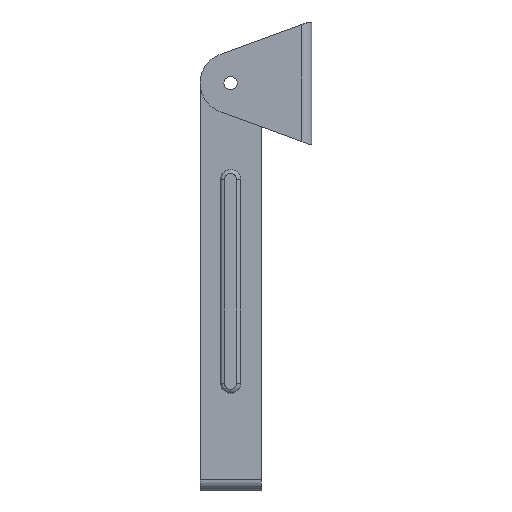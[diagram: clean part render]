
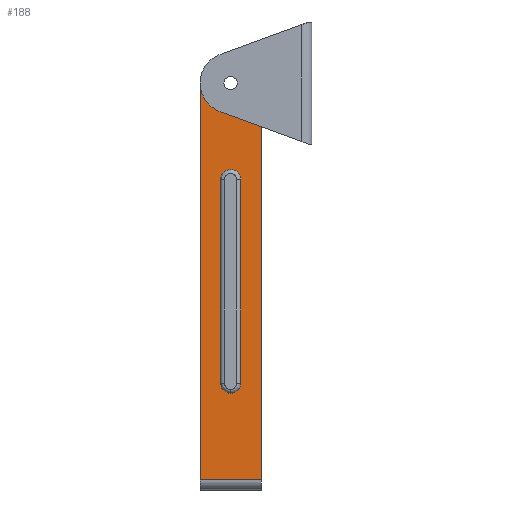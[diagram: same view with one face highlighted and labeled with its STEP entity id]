
A CAD part, left-side view. The second image highlights one B-rep face of the part: STEP entity #188.
In plain terms, the highlighted planar face has unit normal (-1, 0, 0).
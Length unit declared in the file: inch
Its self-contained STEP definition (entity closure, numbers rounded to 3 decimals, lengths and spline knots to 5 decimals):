
#35 = CARTESIAN_POINT ( 'NONE',  ( -2.25, 1.25, 0. ) ) ;
#49 = VERTEX_POINT ( 'NONE', #1909 ) ;
#99 = CARTESIAN_POINT ( 'NONE',  ( -2.25, 2., 0. ) ) ;
#109 = CARTESIAN_POINT ( 'NONE',  ( -2.25, 2., -2.375 ) ) ;
#122 = ORIENTED_EDGE ( 'NONE', *, *, #704, .T. ) ;
#127 = ORIENTED_EDGE ( 'NONE', *, *, #202, .F. ) ;
#146 = EDGE_CURVE ( 'NONE', #274, #1165, #1534, .T. ) ;
#174 = CARTESIAN_POINT ( 'NONE',  ( -2.25, 2.25, -9.75 ) ) ;
#188 = ADVANCED_FACE ( 'NONE', ( #1029, #1937, #702 ), #1415, .F. ) ;
#202 = EDGE_CURVE ( 'NONE', #49, #1103, #1190, .T. ) ;
#204 = CIRCLE ( 'NONE', #1851, 0.1615 ) ;
#237 = ORIENTED_EDGE ( 'NONE', *, *, #772, .F. ) ;
#247 = VECTOR ( 'NONE', #2106, 39.37008 ) ;
#260 = CARTESIAN_POINT ( 'NONE',  ( -2.25, 2., 0. ) ) ;
#272 = VERTEX_POINT ( 'NONE', #1956 ) ;
#274 = VERTEX_POINT ( 'NONE', #1381 ) ;
#301 = VERTEX_POINT ( 'NONE', #1560 ) ;
#346 = VERTEX_POINT ( 'NONE', #896 ) ;
#433 = DIRECTION ( 'NONE',  ( 0., 0., 1. ) ) ;
#438 = EDGE_CURVE ( 'NONE', #1165, #301, #1412, .T. ) ;
#442 = DIRECTION ( 'NONE',  ( 0., 0., -1. ) ) ;
#463 = DIRECTION ( 'NONE',  ( 1., 0., 0. ) ) ;
#470 = AXIS2_PLACEMENT_3D ( 'NONE', #1160, #1717, #1149 ) ;
#495 = CARTESIAN_POINT ( 'NONE',  ( -2.25, 2.75, -9.75 ) ) ;
#497 = ORIENTED_EDGE ( 'NONE', *, *, #146, .F. ) ;
#576 = CARTESIAN_POINT ( 'NONE',  ( -2.25, 2., 0. ) ) ;
#624 = EDGE_LOOP ( 'NONE', ( #658, #1183, #237, #815, #127 ) ) ;
#629 = CIRCLE ( 'NONE', #1350, 0.25 ) ;
#643 = CARTESIAN_POINT ( 'NONE',  ( -2.25, 1.75, -9.75 ) ) ;
#647 = DIRECTION ( 'NONE',  ( -1., 0., 0. ) ) ;
#658 = ORIENTED_EDGE ( 'NONE', *, *, #1821, .T. ) ;
#702 = FACE_BOUND ( 'NONE', #1610, .T. ) ;
#704 = EDGE_CURVE ( 'NONE', #272, #1257, #1995, .T. ) ;
#718 = EDGE_CURVE ( 'NONE', #1772, #1524, #816, .T. ) ;
#772 = EDGE_CURVE ( 'NONE', #346, #1772, #1770, .T. ) ;
#777 = ORIENTED_EDGE ( 'NONE', *, *, #1158, .F. ) ;
#795 = CARTESIAN_POINT ( 'NONE',  ( -2.25, 2., 0.75 ) ) ;
#815 = ORIENTED_EDGE ( 'NONE', *, *, #1934, .F. ) ;
#816 = CIRCLE ( 'NONE', #893, 0.75 ) ;
#836 = EDGE_CURVE ( 'NONE', #301, #1399, #1960, .T. ) ;
#851 = LINE ( 'NONE', #495, #247 ) ;
#857 = DIRECTION ( 'NONE',  ( 0., 1., 0. ) ) ;
#893 = AXIS2_PLACEMENT_3D ( 'NONE', #576, #1713, #433 ) ;
#896 = CARTESIAN_POINT ( 'NONE',  ( -2.25, 2.75, 0. ) ) ;
#909 = LINE ( 'NONE', #174, #2151 ) ;
#919 = CARTESIAN_POINT ( 'NONE',  ( -2.25, 2.25, -2.375 ) ) ;
#1009 = AXIS2_PLACEMENT_3D ( 'NONE', #1321, #1331, #2048 ) ;
#1029 = FACE_OUTER_BOUND ( 'NONE', #624, .T. ) ;
#1072 = EDGE_CURVE ( 'NONE', #1257, #272, #204, .T. ) ;
#1103 = VERTEX_POINT ( 'NONE', #1890 ) ;
#1111 = VERTEX_POINT ( 'NONE', #2098 ) ;
#1149 = DIRECTION ( 'NONE',  ( 0., 0., -1. ) ) ;
#1158 = EDGE_CURVE ( 'NONE', #1111, #274, #629, .T. ) ;
#1160 = CARTESIAN_POINT ( 'NONE',  ( -2.25, 2., -7.375 ) ) ;
#1165 = VERTEX_POINT ( 'NONE', #1361 ) ;
#1183 = ORIENTED_EDGE ( 'NONE', *, *, #718, .F. ) ;
#1190 = LINE ( 'NONE', #1242, #2256 ) ;
#1206 = DIRECTION ( 'NONE',  ( 0., 0., 1. ) ) ;
#1242 = CARTESIAN_POINT ( 'NONE',  ( -2.25, 2.75, -9.75 ) ) ;
#1244 = CARTESIAN_POINT ( 'NONE',  ( -2.25, 2., 0.1615 ) ) ;
#1257 = VERTEX_POINT ( 'NONE', #1244 ) ;
#1273 = EDGE_CURVE ( 'NONE', #1399, #1111, #909, .T. ) ;
#1321 = CARTESIAN_POINT ( 'NONE',  ( -2.25, 2., 0. ) ) ;
#1331 = DIRECTION ( 'NONE',  ( 1., 0., 0. ) ) ;
#1333 = CARTESIAN_POINT ( 'NONE',  ( -2.25, 1.25, -9.75 ) ) ;
#1350 = AXIS2_PLACEMENT_3D ( 'NONE', #2263, #647, #1500 ) ;
#1361 = CARTESIAN_POINT ( 'NONE',  ( -2.25, 1.75, -7.375 ) ) ;
#1363 = ORIENTED_EDGE ( 'NONE', *, *, #438, .F. ) ;
#1381 = CARTESIAN_POINT ( 'NONE',  ( -2.25, 2., -7.625 ) ) ;
#1399 = VERTEX_POINT ( 'NONE', #919 ) ;
#1410 = ORIENTED_EDGE ( 'NONE', *, *, #1072, .T. ) ;
#1411 = DIRECTION ( 'NONE',  ( 0., 0., -1. ) ) ;
#1412 = LINE ( 'NONE', #643, #1919 ) ;
#1415 = PLANE ( 'NONE',  #2216 ) ;
#1460 = AXIS2_PLACEMENT_3D ( 'NONE', #109, #1592, #1411 ) ;
#1467 = ORIENTED_EDGE ( 'NONE', *, *, #836, .F. ) ;
#1493 = AXIS2_PLACEMENT_3D ( 'NONE', #99, #2306, #2126 ) ;
#1500 = DIRECTION ( 'NONE',  ( 0., 0., -1. ) ) ;
#1524 = VERTEX_POINT ( 'NONE', #35 ) ;
#1530 = DIRECTION ( 'NONE',  ( 0., 0., 1. ) ) ;
#1534 = CIRCLE ( 'NONE', #470, 0.25 ) ;
#1560 = CARTESIAN_POINT ( 'NONE',  ( -2.25, 1.75, -2.375 ) ) ;
#1585 = DIRECTION ( 'NONE',  ( 0., 0., -1. ) ) ;
#1592 = DIRECTION ( 'NONE',  ( -1., 0., 0. ) ) ;
#1597 = CARTESIAN_POINT ( 'NONE',  ( -2.25, 2.75, -9.75 ) ) ;
#1610 = EDGE_LOOP ( 'NONE', ( #1467, #1363, #497, #777, #1871 ) ) ;
#1642 = DIRECTION ( 'NONE',  ( 0., 0., -1. ) ) ;
#1643 = EDGE_LOOP ( 'NONE', ( #122, #1410 ) ) ;
#1713 = DIRECTION ( 'NONE',  ( 1., 0., 0. ) ) ;
#1717 = DIRECTION ( 'NONE',  ( -1., 0., 0. ) ) ;
#1770 = CIRCLE ( 'NONE', #1493, 0.75 ) ;
#1772 = VERTEX_POINT ( 'NONE', #795 ) ;
#1821 = EDGE_CURVE ( 'NONE', #49, #1524, #2236, .T. ) ;
#1851 = AXIS2_PLACEMENT_3D ( 'NONE', #260, #1879, #442 ) ;
#1871 = ORIENTED_EDGE ( 'NONE', *, *, #1273, .F. ) ;
#1879 = DIRECTION ( 'NONE',  ( 1., 0., 0. ) ) ;
#1890 = CARTESIAN_POINT ( 'NONE',  ( -2.25, 2.75, -9.75 ) ) ;
#1909 = CARTESIAN_POINT ( 'NONE',  ( -2.25, 1.25, -9.75 ) ) ;
#1919 = VECTOR ( 'NONE', #1206, 39.37008 ) ;
#1934 = EDGE_CURVE ( 'NONE', #1103, #346, #851, .T. ) ;
#1937 = FACE_BOUND ( 'NONE', #1643, .T. ) ;
#1956 = CARTESIAN_POINT ( 'NONE',  ( -2.25, 2., -0.1615 ) ) ;
#1960 = CIRCLE ( 'NONE', #1460, 0.25 ) ;
#1995 = CIRCLE ( 'NONE', #1009, 0.1615 ) ;
#2048 = DIRECTION ( 'NONE',  ( 0., 0., -1. ) ) ;
#2098 = CARTESIAN_POINT ( 'NONE',  ( -2.25, 2.25, -7.375 ) ) ;
#2106 = DIRECTION ( 'NONE',  ( 0., 0., 1. ) ) ;
#2126 = DIRECTION ( 'NONE',  ( 0., 0., 1. ) ) ;
#2151 = VECTOR ( 'NONE', #1642, 39.37008 ) ;
#2216 = AXIS2_PLACEMENT_3D ( 'NONE', #1597, #463, #1585 ) ;
#2236 = LINE ( 'NONE', #1333, #2304 ) ;
#2256 = VECTOR ( 'NONE', #857, 39.37008 ) ;
#2263 = CARTESIAN_POINT ( 'NONE',  ( -2.25, 2., -7.375 ) ) ;
#2304 = VECTOR ( 'NONE', #1530, 39.37008 ) ;
#2306 = DIRECTION ( 'NONE',  ( 1., 0., 0. ) ) ;
